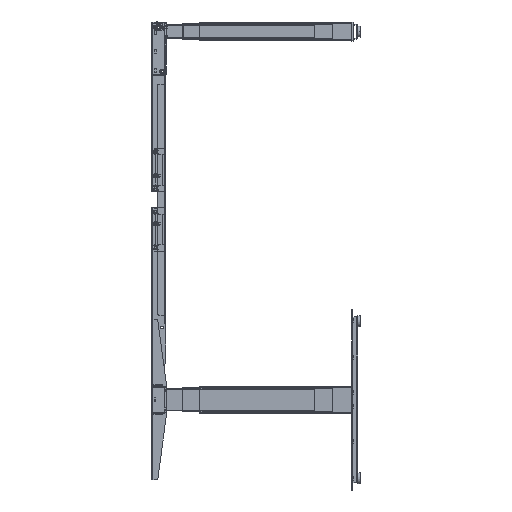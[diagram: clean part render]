
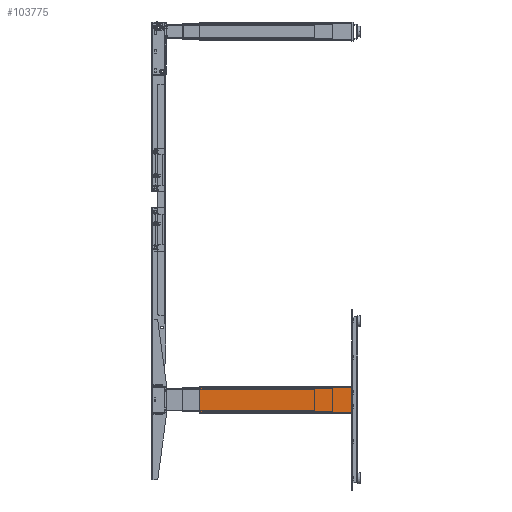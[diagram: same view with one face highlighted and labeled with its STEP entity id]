
A CAD part, left-side view. The second image highlights one B-rep face of the part: STEP entity #103775.
In plain terms, the highlighted planar face has unit normal (-1, 0, 0).
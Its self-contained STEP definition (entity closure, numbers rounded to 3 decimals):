
#69 = LINE ( 'NONE', #52351, #91084 ) ;
#5768 = EDGE_CURVE ( 'NONE', #164124, #8501, #36445, .T. ) ;
#8400 = EDGE_CURVE ( 'NONE', #116735, #110260, #88664, .T. ) ;
#8501 = VERTEX_POINT ( 'NONE', #85107 ) ;
#8792 = FACE_OUTER_BOUND ( 'NONE', #51498, .T. ) ;
#10542 = EDGE_CURVE ( 'NONE', #8501, #110260, #112492, .T. ) ;
#11406 = DIRECTION ( 'NONE',  ( 0., 0., 1. ) ) ;
#24062 = DIRECTION ( 'NONE',  ( 0., -1., 0. ) ) ;
#29034 = ORIENTED_EDGE ( 'NONE', *, *, #8400, .T. ) ;
#34329 = CARTESIAN_POINT ( 'NONE',  ( -897., 543.1, 42.5 ) ) ;
#36445 = LINE ( 'NONE', #153357, #162671 ) ;
#37019 = DIRECTION ( 'NONE',  ( 1., 0., 0. ) ) ;
#51498 = EDGE_LOOP ( 'NONE', ( #29034, #128541, #99836, #115210 ) ) ;
#52351 = CARTESIAN_POINT ( 'NONE',  ( -897., 543.1, -42.5 ) ) ;
#59520 = CARTESIAN_POINT ( 'NONE',  ( -897., 29.1, 42.5 ) ) ;
#85107 = CARTESIAN_POINT ( 'NONE',  ( -897., 543.1, 42.5 ) ) ;
#88664 = LINE ( 'NONE', #141083, #107936 ) ;
#91084 = VECTOR ( 'NONE', #24062, 1000. ) ;
#94327 = VECTOR ( 'NONE', #100422, 1000. ) ;
#96734 = CARTESIAN_POINT ( 'NONE',  ( -897., 29.1, -42.5 ) ) ;
#99836 = ORIENTED_EDGE ( 'NONE', *, *, #5768, .F. ) ;
#100422 = DIRECTION ( 'NONE',  ( 0., -1., 0. ) ) ;
#103775 = ADVANCED_FACE ( 'NONE', ( #8792 ), #128126, .F. ) ;
#107936 = VECTOR ( 'NONE', #11406, 1000. ) ;
#110260 = VERTEX_POINT ( 'NONE', #59520 ) ;
#112492 = LINE ( 'NONE', #34329, #94327 ) ;
#112673 = DIRECTION ( 'NONE',  ( 0., 0., -1. ) ) ;
#115210 = ORIENTED_EDGE ( 'NONE', *, *, #116162, .T. ) ;
#116162 = EDGE_CURVE ( 'NONE', #164124, #116735, #69, .T. ) ;
#116735 = VERTEX_POINT ( 'NONE', #96734 ) ;
#128126 = PLANE ( 'NONE',  #157798 ) ;
#128541 = ORIENTED_EDGE ( 'NONE', *, *, #10542, .F. ) ;
#141083 = CARTESIAN_POINT ( 'NONE',  ( -897., 29.1, 42.5 ) ) ;
#141273 = DIRECTION ( 'NONE',  ( 0., 0., 1. ) ) ;
#153357 = CARTESIAN_POINT ( 'NONE',  ( -897., 543.1, 42.5 ) ) ;
#154741 = CARTESIAN_POINT ( 'NONE',  ( -897., 543.1, 42.5 ) ) ;
#157798 = AXIS2_PLACEMENT_3D ( 'NONE', #154741, #37019, #112673 ) ;
#162671 = VECTOR ( 'NONE', #141273, 1000. ) ;
#164124 = VERTEX_POINT ( 'NONE', #169849 ) ;
#169849 = CARTESIAN_POINT ( 'NONE',  ( -897., 543.1, -42.5 ) ) ;
